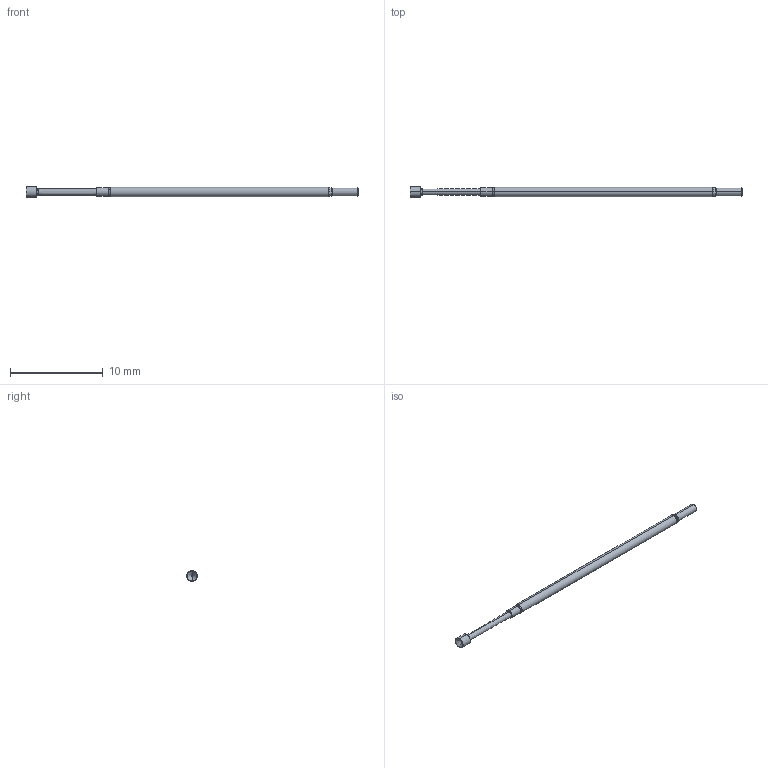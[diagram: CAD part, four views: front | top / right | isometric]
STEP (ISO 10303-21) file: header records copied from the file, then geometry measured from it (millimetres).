
FILE_DESCRIPTION (( 'STEP AP214' ), '1' );
FILE_NAME ('X50-2522.STEP', '2022-01-12T23:17:37', ( '' ), ( '' ), 'SwSTEP 2.0', 'SolidWorks 2020', '' );
FILE_SCHEMA (( 'AUTOMOTIVE_DESIGN' ));
Length unit declared in the file: inch
Products named in the file (1): X50-2522
Bounding box: 35.81 x 1.17 x 1.17 mm (x, y, z)
Volume: 25.5 mm3; surface area: 108.9 mm2
Topology: 1 solids, 1 shells, 36 faces, 70 edges, 38 vertices
Faces by surface type: cone 16, cylinder 8, torus 8, plane 4
Entity records: 1420 total; most frequent: DIRECTION 190, CARTESIAN_POINT 145, ORIENTED_EDGE 140, AXIS2_PLACEMENT_3D 83, EDGE_CURVE 70, CIRCLE 46, UNCERTAINTY_MEASURE_WITH_UNIT 39, DIMENSIONAL_EXPONENTS 39
